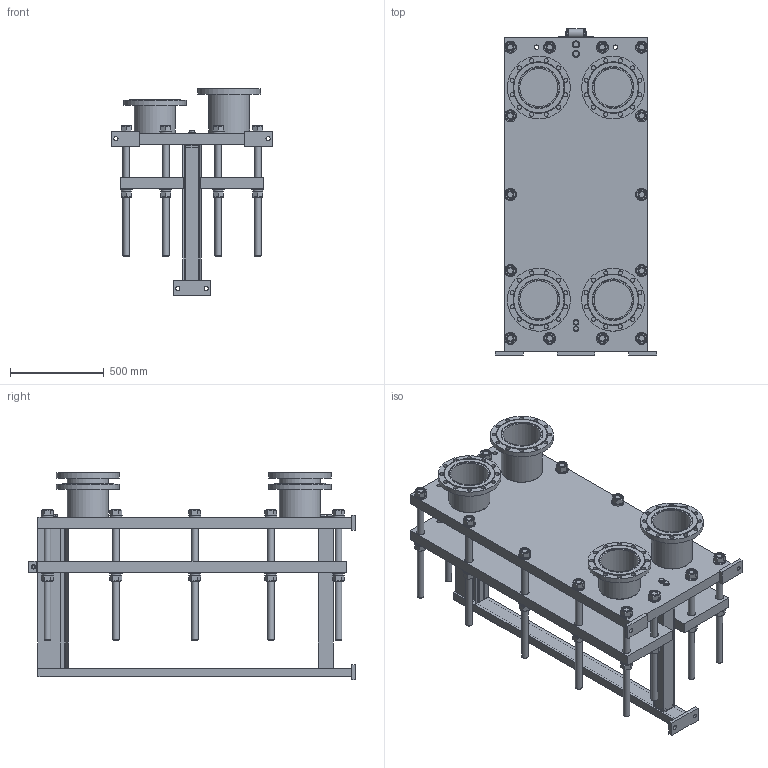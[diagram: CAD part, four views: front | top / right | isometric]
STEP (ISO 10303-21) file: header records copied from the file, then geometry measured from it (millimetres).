
FILE_DESCRIPTION(('STEP AP242'), '1');
FILE_NAME('ÄÀÍ.6.00.09.29ÑÁ Êîðïóñ ÔÏ70-Ï1', '', ('UNSPECIFIED'), ('UNSPECIFIED'), 'ASCON STEP Converter 1.6', 'ASCON Math Kernel', '');
FILE_SCHEMA(('AP242_MANAGED_MODEL_BASED_3D_ENGINEERING_MIM_LF { 1 0 10303 442 1 1 4 }'));
Length unit declared in the file: millimetre
Products named in the file (41): ?ﾀﾍ.6.00.09.29ﾑﾁ; ?櫛.6.00.03.42-01捘; ﾄﾀﾍ.7.00.01.23; ﾄﾀﾍ.7.00.00.39; ﾄﾀﾍ.7.00.00.39-06; ﾄﾀﾍ.7.00.05.01-01; ?ﾀﾍ.6.00.03.43ﾑﾁ; ﾄﾀﾍ.7.00.01.67; ﾄﾀﾍ.7.00.08.20; ﾄﾀﾍ.7.00.08.21-01; 襞旂 13942-68; ﾄﾀﾍ.7.00.08.36; ?ﾀﾍ.6.00.11.01; ﾄﾀﾍ.6.00.10.02; ?ﾀﾍ.6.00.11.07ﾑﾁ; ﾄﾀﾍ.7.00.08.40-03; ?ﾀﾍ.6.00.11.02; ?ﾀﾍ.6.00.11.08ﾑﾁ; ﾄﾀﾍ.7.00.08.40-02; ?櫛.6.00.04.08-01捘; ﾄﾀﾍ.7.00.05.02; ﾄﾀﾍ.7.00.02.17-01; ﾄﾀﾍ.7.00.03.01-01; ?ﾀﾍ.6.00.05.01-13; ﾄﾀﾍ.6.00.00.07-13
Assembly tree (133 placements, depth 4):
  ?ﾀﾍ.6.00.09.29ﾑﾁ
    ?櫛.6.00.03.42-01捘
      ﾄﾀﾍ.7.00.01.23
      ﾄﾀﾍ.7.00.00.39  x2
      ﾄﾀﾍ.7.00.00.39-06  x2
      (unnamed)  x4
      ﾄﾀﾍ.7.00.05.01-01  x2
    ?ﾀﾍ.6.00.03.43ﾑﾁ
      ﾄﾀﾍ.7.00.01.67
      (unnamed)
        ﾄﾀﾍ.7.00.08.20  x2
        ﾄﾀﾍ.7.00.08.21-01
        襞旂 13942-68  x2
        ﾄﾀﾍ.7.00.08.36
        (unnamed)  x2
    ?ﾀﾍ.6.00.11.01
      ﾄﾀﾍ.6.00.10.02
      (unnamed)
      ?ﾀﾍ.6.00.11.07ﾑﾁ  x2
        ﾄﾀﾍ.7.00.08.40-03
        (unnamed)
    ?ﾀﾍ.6.00.11.02
      (unnamed)
      ?ﾀﾍ.6.00.11.08ﾑﾁ  x2
        ﾄﾀﾍ.7.00.08.40-02
        (unnamed)
    ?櫛.6.00.04.08-01捘
      ﾄﾀﾍ.7.00.05.02
      ﾄﾀﾍ.7.00.02.17-01
    ﾄﾀﾍ.7.00.03.01-01  x28
    (unnamed)  x4
    (unnamed)  x4
    (unnamed)  x2
    (unnamed)  x2
    (unnamed)  x2
    (unnamed)  x14
    (unnamed)  x14
    ?ﾀﾍ.6.00.05.01-13  x14
      ﾄﾀﾍ.6.00.00.07-13
      (unnamed)
    (unnamed)  x2
    (unnamed)  x4
Bounding box: 860 x 1740 x 1107.5 mm (x, y, z)
Volume: 166280474 mm3; surface area: 11914481.1 mm2
Topology: 141 solids, 141 shells, 1362 faces, 3035 edges, 1970 vertices
Faces by surface type: plane 765, cylinder 387, cone 198, torus 12
Full cylindrical faces by diameter (mm): 2 x4, 13.835 x4, 16 x4, 17 x4, 17.294 x4, 18 x4, 18.6 x2, 20 x11, 21 x8, 22 x53, 24 x12, 30 x4, 31.67 x28, 36 x14, 37 x34, 43 x28, 45 x28, 50 x1, 65 x28, 203 x4, 215 x4, 216 x8, 219 x4, 222 x4, 271 x4, 335 x4
Entity records: 24022 total; most frequent: CARTESIAN_POINT 6453, DIRECTION 2225, ORIENTED_EDGE 1762, AXIS2_PLACEMENT_3D 890, EDGE_CURVE 881, EDGE_LOOP 713, VERTEX_POINT 666, FACE_BOUND 466
